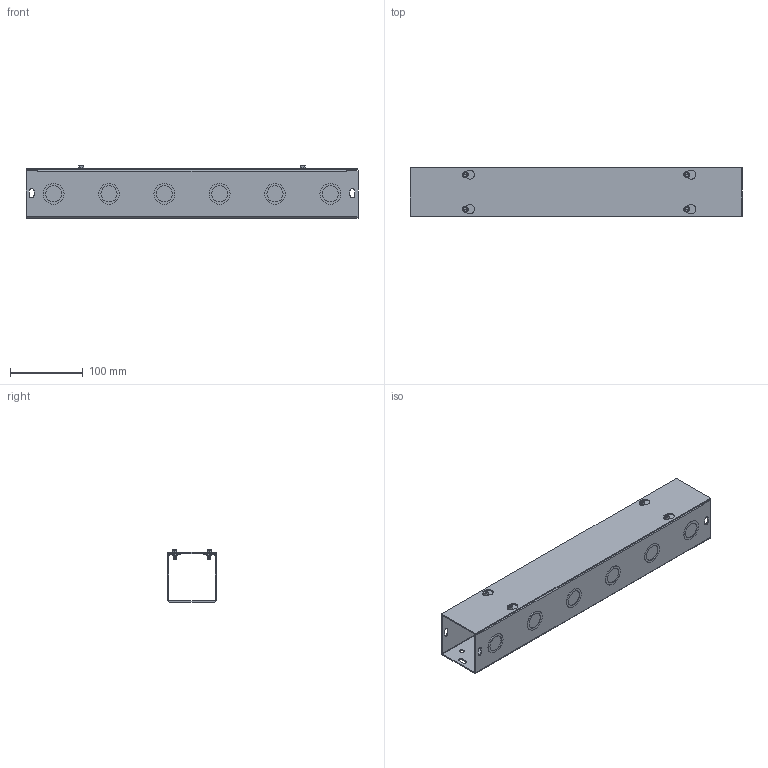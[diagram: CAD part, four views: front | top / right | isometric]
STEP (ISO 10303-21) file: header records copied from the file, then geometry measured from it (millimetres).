
FILE_DESCRIPTION(/* description */ ('WW, S, BLR, CS, 4X4X24'),/* implementation_level */ '2;1');
FILE_NAME(/* name */ 'S2218.stp',/* time_stamp */ '2017-06-23T15:52:17+05:00',/* author */ ('vdas'),/* organization */ (''),/* preprocessor_version */ 'ST-DEVELOPER v16.1',/* originating_system */ 'Autodesk Inventor 2016',/* authorisation */ '');
FILE_SCHEMA (('AUTOMOTIVE_DESIGN { 1 0 10303 214 3 1 1 }'));
Length unit declared in the file: inch
Products named in the file (4): S2218BLR; S2218LID; 372141; S2218
Assembly tree (6 placements, depth 2):
  S2218
    S2218BLR
    S2218LID
    372141  x4
Bounding box: 457.2 x 68.25 x 71.69 mm (x, y, z)
Volume: 212165.7 mm3; surface area: 270790.9 mm2
Topology: 6 solids, 6 shells, 476 faces, 1100 edges, 664 vertices
Faces by surface type: plane 196, cylinder 108, cone 108, torus 56, bspline 8
Full cylindrical faces by diameter (mm): 4.089 x4, 4.595 x32, 6.35 x4, 7.938 x4, 22.225 x12, 28.575 x12
Entity records: 7133 total; most frequent: CARTESIAN_POINT 1459, DIRECTION 1162, ORIENTED_EDGE 984, EDGE_CURVE 492, AXIS2_PLACEMENT_3D 457, EDGE_LOOP 382, VERTEX_POINT 350, LINE 248
